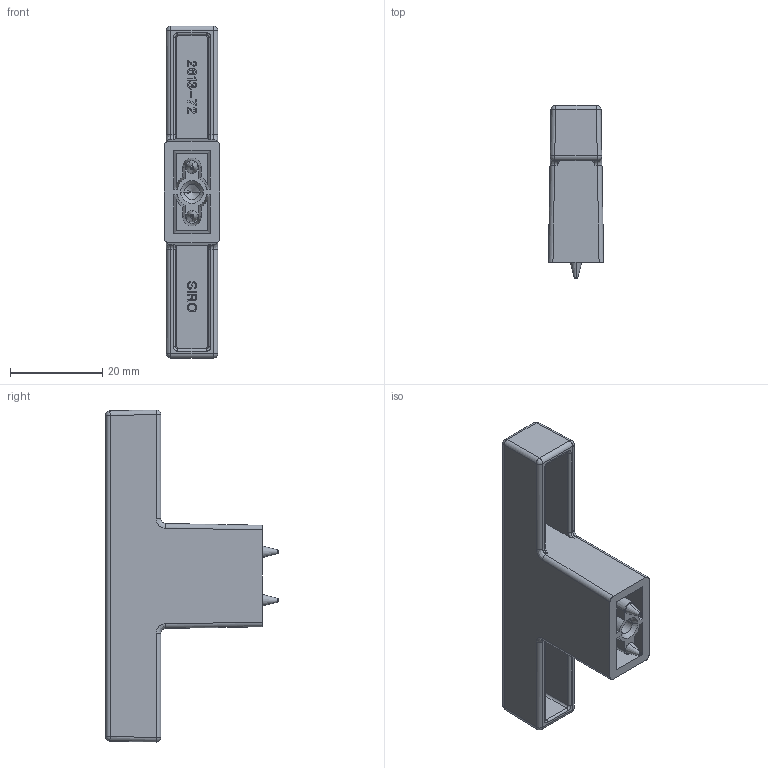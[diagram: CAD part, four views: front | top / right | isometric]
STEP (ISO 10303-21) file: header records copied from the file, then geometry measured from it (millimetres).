
FILE_DESCRIPTION(('Creo Elements/Direct Modeling STEP Export'),'2;1');
FILE_NAME('2613-72.stp','2023-06-26T 7:34:31',(''),(''),'Creo Elements/Direct Modeling STEP processor for AP214 (Solid Model)','Creo Elements/Direct Modeling 20.0 12-Nov-2016 (C) Parametric Technology GmbH','');
FILE_SCHEMA(('AUTOMOTIVE_DESIGN { 1 0 10303 214 1 1 1 1 }'));
Length unit declared in the file: millimetre
Products named in the file (1): ZN-12070
Bounding box: 12 x 37.5 x 71.96 mm (x, y, z)
Volume: 9735.2 mm3; surface area: 8668.2 mm2
Topology: 1 solids, 1 shells, 576 faces, 1621 edges, 1057 vertices
Faces by surface type: plane 502, cylinder 36, cone 14, bspline 12, sphere 8, torus 4
Entity records: 19693 total; most frequent: CARTESIAN_POINT 5027, ORIENTED_EDGE 3222, DIRECTION 2715, EDGE_CURVE 1611, VECTOR 1481, LINE 1481, VERTEX_POINT 1057, AXIS2_PLACEMENT_3D 617
